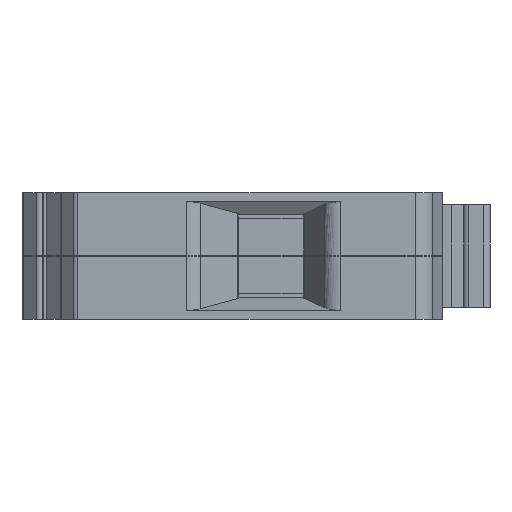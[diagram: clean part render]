
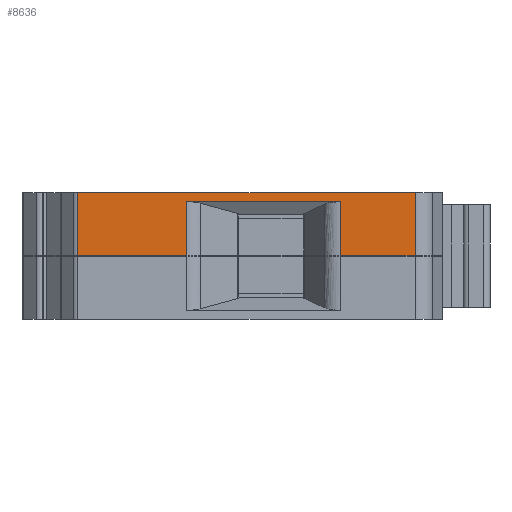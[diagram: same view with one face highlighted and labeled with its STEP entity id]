
A CAD part, left-side view. The second image highlights one B-rep face of the part: STEP entity #8636.
In plain terms, the highlighted planar face has unit normal (-1, 0, 0).
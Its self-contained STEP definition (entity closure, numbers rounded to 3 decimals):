
#1290=ORIENTED_EDGE('',*,*,#2978,.F.);
#1291=ORIENTED_EDGE('',*,*,#2879,.T.);
#1292=ORIENTED_EDGE('',*,*,#2982,.F.);
#1293=ORIENTED_EDGE('',*,*,#2756,.F.);
#1294=ORIENTED_EDGE('',*,*,#2983,.T.);
#1295=ORIENTED_EDGE('',*,*,#2898,.T.);
#1296=ORIENTED_EDGE('',*,*,#2976,.F.);
#1297=ORIENTED_EDGE('',*,*,#2494,.F.);
#2494=EDGE_CURVE('',#3440,#3441,#4056,.T.);
#2756=EDGE_CURVE('',#3686,#3687,#4259,.T.);
#2879=EDGE_CURVE('',#3771,#3770,#4344,.T.);
#2898=EDGE_CURVE('',#3784,#3782,#4355,.T.);
#2976=EDGE_CURVE('',#3441,#3782,#4418,.T.);
#2978=EDGE_CURVE('',#3771,#3440,#4420,.T.);
#2982=EDGE_CURVE('',#3687,#3770,#4424,.T.);
#2983=EDGE_CURVE('',#3686,#3784,#4425,.T.);
#3440=VERTEX_POINT('',#11573);
#3441=VERTEX_POINT('',#11575);
#3686=VERTEX_POINT('',#12136);
#3687=VERTEX_POINT('',#12138);
#3770=VERTEX_POINT('',#12410);
#3771=VERTEX_POINT('',#12412);
#3782=VERTEX_POINT('',#12445);
#3784=VERTEX_POINT('',#12448);
#4056=LINE('',#11574,#4748);
#4259=LINE('',#12137,#4951);
#4344=LINE('',#12411,#5036);
#4355=LINE('',#12447,#5047);
#4418=LINE('',#12596,#5110);
#4420=LINE('',#12599,#5112);
#4424=LINE('',#12624,#5116);
#4425=LINE('',#12626,#5117);
#4748=VECTOR('',#9598,1000.);
#4951=VECTOR('',#9901,1000.);
#5036=VECTOR('',#10124,1000.);
#5047=VECTOR('',#10159,1000.);
#5110=VECTOR('',#10312,1000.);
#5112=VECTOR('',#10316,1000.);
#5116=VECTOR('',#10326,1000.);
#5117=VECTOR('',#10329,1000.);
#5417=EDGE_LOOP('',(#1290,#1291,#1292,#1293,#1294,#1295,#1296,#1297));
#5781=FACE_BOUND('',#5417,.T.);
#6088=PLANE('',#9077);
#8636=ADVANCED_FACE('',(#5781),#6088,.F.);
#9077=AXIS2_PLACEMENT_3D('',#12625,#10327,#10328);
#9598=DIRECTION('',(0.,1.,0.));
#9901=DIRECTION('',(0.,1.,0.));
#10124=DIRECTION('',(0.,-1.,0.));
#10159=DIRECTION('',(0.,1.,0.));
#10312=DIRECTION('',(0.,0.,1.));
#10316=DIRECTION('',(0.,0.,-1.));
#10326=DIRECTION('',(0.,0.,1.));
#10327=DIRECTION('',(1.,0.,0.));
#10328=DIRECTION('',(0.,0.,-1.));
#10329=DIRECTION('',(0.,0.,1.));
#11573=CARTESIAN_POINT('',(-35.501,11.184,10.27));
#11574=CARTESIAN_POINT('',(-35.501,28.835,10.27));
#11575=CARTESIAN_POINT('',(-35.501,28.835,10.27));
#12136=CARTESIAN_POINT('',(-35.501,-25.738,10.27));
#12137=CARTESIAN_POINT('',(-35.501,28.835,10.27));
#12138=CARTESIAN_POINT('',(-35.501,-13.733,10.27));
#12410=CARTESIAN_POINT('',(-35.501,-13.733,19.037));
#12411=CARTESIAN_POINT('',(-35.501,6.924,19.037));
#12412=CARTESIAN_POINT('',(-35.501,11.184,19.037));
#12445=CARTESIAN_POINT('',(-35.501,28.835,20.52));
#12447=CARTESIAN_POINT('',(-35.501,28.835,20.52));
#12448=CARTESIAN_POINT('',(-35.501,-25.738,20.52));
#12596=CARTESIAN_POINT('',(-35.501,28.835,10.27));
#12599=CARTESIAN_POINT('',(-35.501,11.184,16.92));
#12624=CARTESIAN_POINT('',(-35.501,-13.733,10.27));
#12625=CARTESIAN_POINT('',(-35.501,28.835,10.27));
#12626=CARTESIAN_POINT('',(-35.501,-25.738,10.27));
